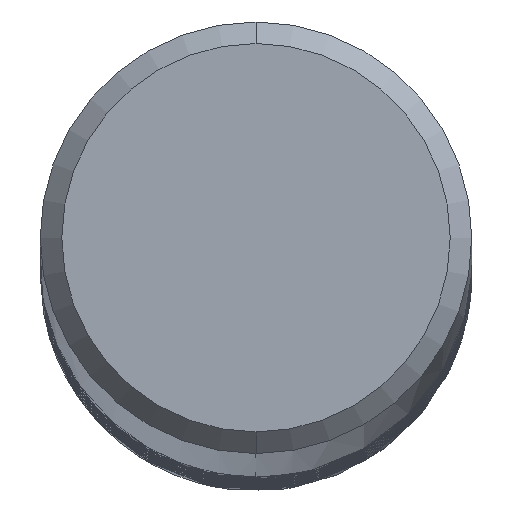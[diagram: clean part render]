
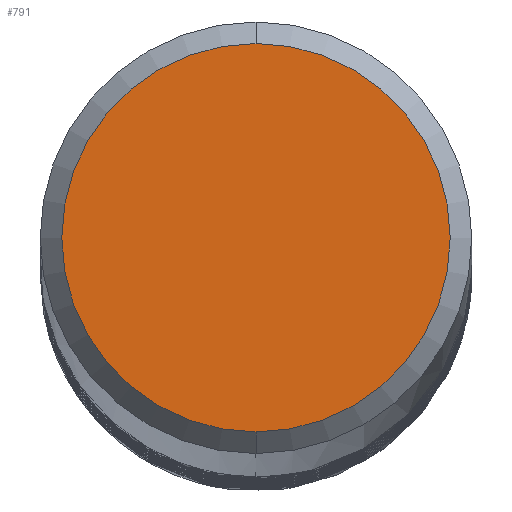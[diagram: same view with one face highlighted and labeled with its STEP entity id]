
A CAD part, top view. The second image highlights one B-rep face of the part: STEP entity #791.
In plain terms, the highlighted planar face has unit normal (0, 0, 1).
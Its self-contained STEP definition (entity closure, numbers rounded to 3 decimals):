
#503=VERTEX_POINT('',#1269);
#791=ADVANCED_FACE('',(#1586),#1587,.T.);
#815=EDGE_CURVE('',#939,#503,#1612,.T.);
#939=VERTEX_POINT('',#1747);
#1113=EDGE_CURVE('',#503,#939,#1933,.T.);
#1269=CARTESIAN_POINT('',(0.0,0.9,0.0));
#1586=FACE_OUTER_BOUND('',#17195,.T.);
#1587=PLANE('',#17196);
#1612=CIRCLE('',#17275,0.9);
#1747=CARTESIAN_POINT('',(0.,-0.9,0.0));
#1933=CIRCLE('',#26651,0.9);
#17195=EDGE_LOOP('',(#27142,#27143));
#17196=AXIS2_PLACEMENT_3D('',#27144,#27145,#27146);
#17275=AXIS2_PLACEMENT_3D('',#27160,#27161,#27162);
#26651=AXIS2_PLACEMENT_3D('',#27470,#27471,#27472);
#27142=ORIENTED_EDGE('',*,*,#1113,.F.);
#27143=ORIENTED_EDGE('',*,*,#815,.F.);
#27144=CARTESIAN_POINT('',(0.0,0.45,0.0));
#27145=DIRECTION('',(-0.0,0.0,1.0));
#27146=DIRECTION('',(0.0,-1.0,0.0));
#27160=CARTESIAN_POINT('',(0.0,0.0,0.0));
#27161=DIRECTION('',(0.0,0.0,-1.0));
#27162=DIRECTION('',(0.0,1.0,0.0));
#27470=CARTESIAN_POINT('',(0.0,0.0,0.0));
#27471=DIRECTION('',(0.0,0.0,-1.0));
#27472=DIRECTION('',(0.0,1.0,0.0));
